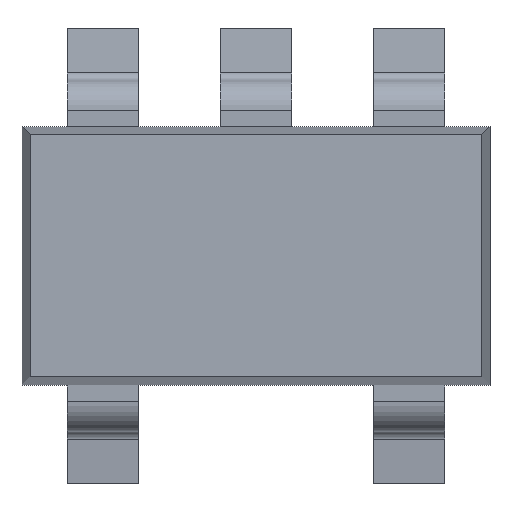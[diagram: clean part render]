
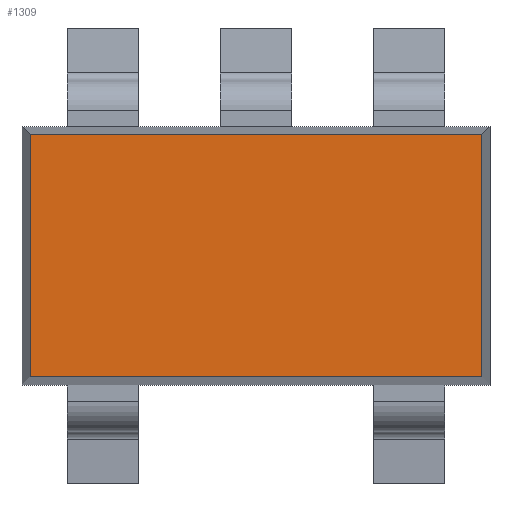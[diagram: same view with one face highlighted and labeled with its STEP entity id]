
A CAD part, top view. The second image highlights one B-rep face of the part: STEP entity #1309.
In plain terms, the highlighted planar face has unit normal (0, 0, 1).
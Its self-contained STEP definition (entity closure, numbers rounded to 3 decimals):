
#1218 = VERTEX_POINT('',#1219);
#1219 = CARTESIAN_POINT('',(-1.4,-0.75,1.));
#1227 = VERTEX_POINT('',#1228);
#1228 = CARTESIAN_POINT('',(-1.4,0.75,1.));
#1234 = EDGE_CURVE('',#1218,#1227,#1235,.T.);
#1235 = LINE('',#1236,#1237);
#1236 = CARTESIAN_POINT('',(-1.4,-0.8,1.));
#1237 = VECTOR('',#1238,1.);
#1238 = DIRECTION('',(0.,1.,0.));
#1268 = VERTEX_POINT('',#1269);
#1269 = CARTESIAN_POINT('',(1.4,0.75,1.));
#1275 = EDGE_CURVE('',#1227,#1268,#1276,.T.);
#1276 = LINE('',#1277,#1278);
#1277 = CARTESIAN_POINT('',(-1.45,0.75,1.));
#1278 = VECTOR('',#1279,1.);
#1279 = DIRECTION('',(1.,0.,0.));
#1290 = VERTEX_POINT('',#1291);
#1291 = CARTESIAN_POINT('',(1.4,-0.75,1.));
#1299 = EDGE_CURVE('',#1290,#1218,#1300,.T.);
#1300 = LINE('',#1301,#1302);
#1301 = CARTESIAN_POINT('',(1.45,-0.75,1.));
#1302 = VECTOR('',#1303,1.);
#1303 = DIRECTION('',(-1.,0.,0.));
#1309 = ADVANCED_FACE('',(#1310),#1321,.T.);
#1310 = FACE_BOUND('',#1311,.T.);
#1311 = EDGE_LOOP('',(#1312,#1313,#1314,#1320));
#1312 = ORIENTED_EDGE('',*,*,#1234,.F.);
#1313 = ORIENTED_EDGE('',*,*,#1299,.F.);
#1314 = ORIENTED_EDGE('',*,*,#1315,.F.);
#1315 = EDGE_CURVE('',#1268,#1290,#1316,.T.);
#1316 = LINE('',#1317,#1318);
#1317 = CARTESIAN_POINT('',(1.4,0.8,1.));
#1318 = VECTOR('',#1319,1.);
#1319 = DIRECTION('',(0.,-1.,0.));
#1320 = ORIENTED_EDGE('',*,*,#1275,.F.);
#1321 = PLANE('',#1322);
#1322 = AXIS2_PLACEMENT_3D('',#1323,#1324,#1325);
#1323 = CARTESIAN_POINT('',(0.,0.,1.));
#1324 = DIRECTION('',(0.,0.,1.));
#1325 = DIRECTION('',(1.,0.,0.));
